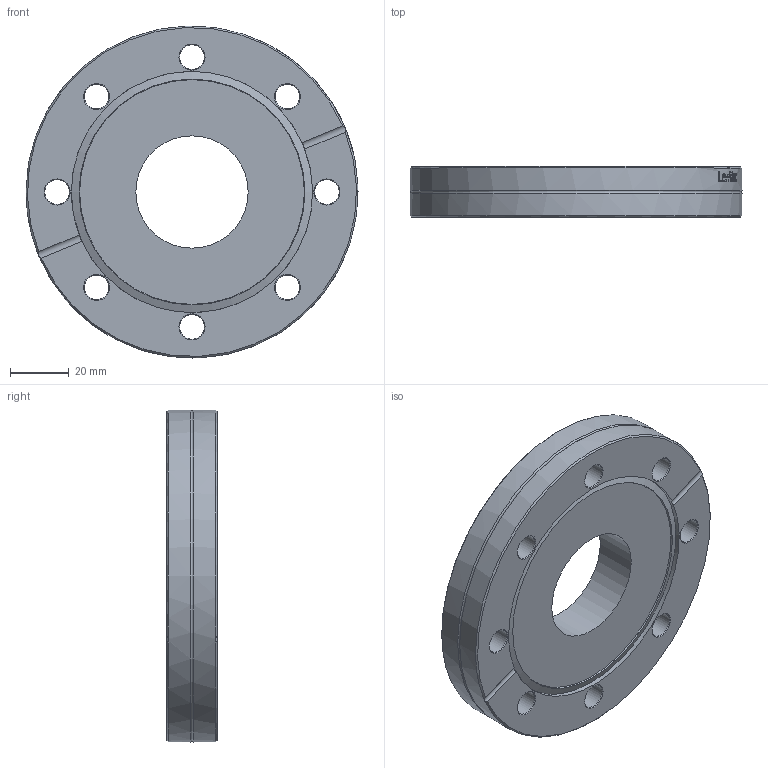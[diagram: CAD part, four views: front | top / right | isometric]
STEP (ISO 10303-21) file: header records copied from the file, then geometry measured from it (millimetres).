
FILE_DESCRIPTION(/* description */ (''),/* implementation_level */ '2;1');
FILE_NAME(/* name */ 'FL-DS63-38.stp',/* time_stamp */ '2018-01-17T15:56:57+00:00',/* author */ ('paul'),/* organization */ (''),/* preprocessor_version */ 'ST-DEVELOPER v16.13',/* originating_system */ 'Autodesk Inventor 2018',/* authorisation */ '');
FILE_SCHEMA (('AUTOMOTIVE_DESIGN { 1 0 10303 214 3 1 1 }'));
Length unit declared in the file: millimetre
Products named in the file (1): FL-DS63-38
Bounding box: 113.5 x 17.3 x 113.5 mm (x, y, z)
Volume: 137356.1 mm3; surface area: 29584.7 mm2
Topology: 1 solids, 1 shells, 139 faces, 375 edges, 246 vertices
Faces by surface type: bspline 53, plane 36, cylinder 25, cone 24, torus 1
Full cylindrical faces by diameter (mm): 8.4 x8, 38.4 x1, 82.5 x2, 113.5 x2
Entity records: 15696 total; most frequent: CARTESIAN_POINT 12586, ORIENTED_EDGE 658, DIRECTION 521, EDGE_CURVE 329, VERTEX_POINT 234, AXIS2_PLACEMENT_3D 201, EDGE_LOOP 199, FACE_OUTER_BOUND 139
